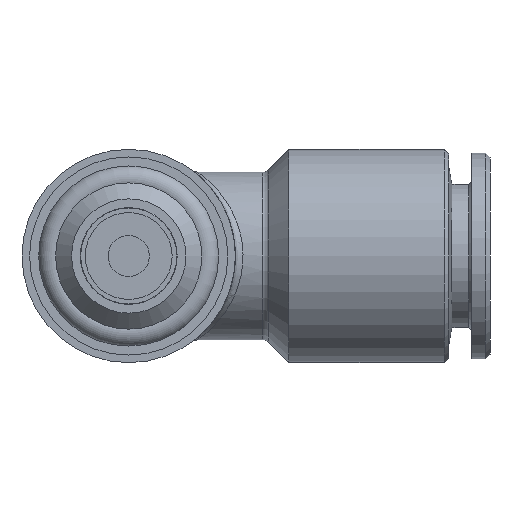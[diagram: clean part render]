
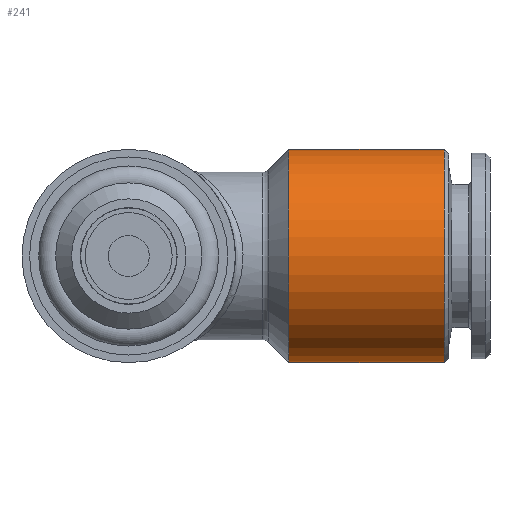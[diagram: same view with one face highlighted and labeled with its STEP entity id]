
A CAD part, front view. The second image highlights one B-rep face of the part: STEP entity #241.
In plain terms, the highlighted cylindrical face has radius 7 mm (diameter 14 mm), a full revolution.
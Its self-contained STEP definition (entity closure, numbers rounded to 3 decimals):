
#241 = ADVANCED_FACE( 'NONE', ( #438, #439 ), #440, .T. );
#438 = FACE_OUTER_BOUND( '', #910, .T. );
#439 = FACE_OUTER_BOUND( '', #911, .T. );
#440 = CYLINDRICAL_SURFACE( '', #912, 7. );
#910 = EDGE_LOOP( '', ( #1367 ) );
#911 = EDGE_LOOP( '', ( #1368 ) );
#912 = AXIS2_PLACEMENT_3D( '', #1369, #1370, #1371 );
#1367 = ORIENTED_EDGE( '', *, *, #1454, .T. );
#1368 = ORIENTED_EDGE( '', *, *, #1471, .F. );
#1369 = CARTESIAN_POINT( '', ( 0., 15.4, 0. ) );
#1370 = DIRECTION( '', ( -1., 0., 0. ) );
#1371 = DIRECTION( '', ( 0., 0., 1. ) );
#1454 = EDGE_CURVE( 'NONE', #1648, #1648, #1649, .T. );
#1471 = EDGE_CURVE( 'NONE', #1682, #1682, #1683, .T. );
#1648 = VERTEX_POINT( '', #2199 );
#1649 = CIRCLE( '', #2200, 7. );
#1682 = VERTEX_POINT( '', #2240 );
#1683 = CIRCLE( '', #2241, 7. );
#2199 = CARTESIAN_POINT( '', ( 20.7, 15.4, 7. ) );
#2200 = AXIS2_PLACEMENT_3D( '', #2494, #2495, #2496 );
#2240 = CARTESIAN_POINT( '', ( 10.5, 15.4, -7. ) );
#2241 = AXIS2_PLACEMENT_3D( '', #2536, #2537, #2538 );
#2494 = CARTESIAN_POINT( '', ( 20.7, 15.4, 0. ) );
#2495 = DIRECTION( '', ( -1., 0., 0. ) );
#2496 = DIRECTION( '', ( 0., 0., 1. ) );
#2536 = CARTESIAN_POINT( '', ( 10.5, 15.4, 0. ) );
#2537 = DIRECTION( '', ( -1., 0., 0. ) );
#2538 = DIRECTION( '', ( 0., 0., -1. ) );
